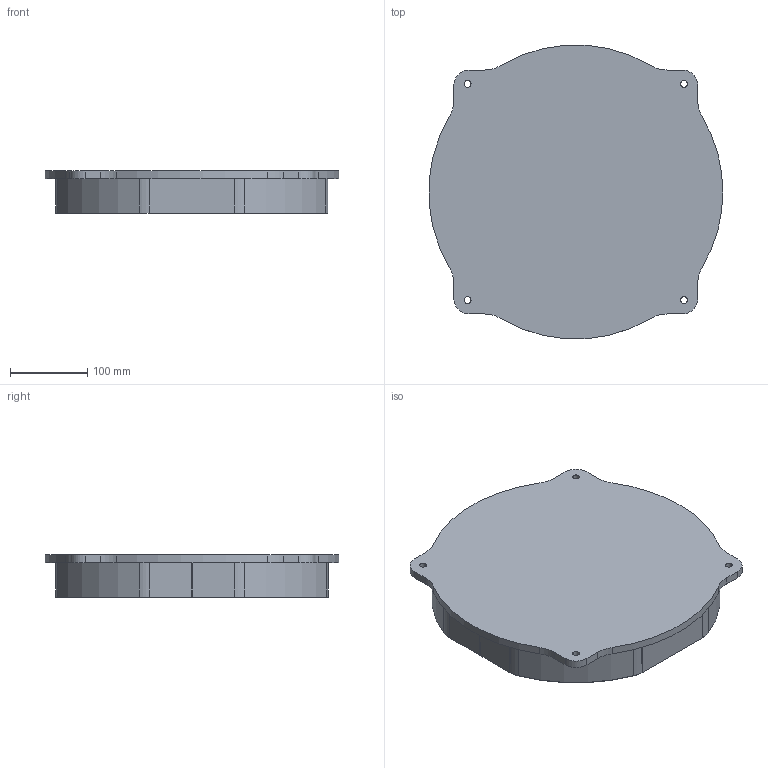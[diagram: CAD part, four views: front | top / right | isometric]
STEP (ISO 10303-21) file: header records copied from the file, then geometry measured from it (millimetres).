
FILE_DESCRIPTION (( 'STEP AP214' ), '1' );
FILE_NAME ('1.STEP', '2022-11-12T15:56:01', ( '' ), ( '' ), 'SwSTEP 2.0', 'SolidWorks 2021', '' );
FILE_SCHEMA (( 'AUTOMOTIVE_DESIGN' ));
Length unit declared in the file: millimetre
Products named in the file (1): 1
Bounding box: 379.44 x 378.88 x 54.5 mm (x, y, z)
Surface area: 352775.9 mm2 (no closed solid volume)
Topology: 0 solids, 3 shells, 77 faces, 219 edges, 146 vertices
Faces by surface type: cylinder 49, plane 28
Entity records: 3395 total; most frequent: DIRECTION 473, CARTESIAN_POINT 443, ORIENTED_EDGE 398, EDGE_CURVE 219, AXIS2_PLACEMENT_3D 176, VERTEX_POINT 146, LINE 121, VECTOR 121
